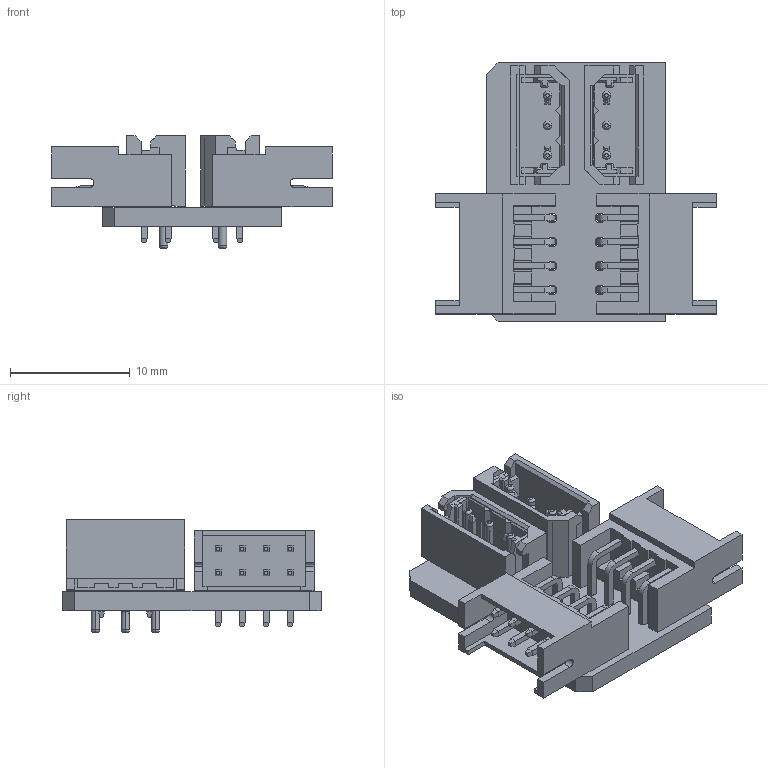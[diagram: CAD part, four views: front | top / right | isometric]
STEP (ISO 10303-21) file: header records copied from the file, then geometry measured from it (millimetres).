
FILE_DESCRIPTION(('KiCad electronic assembly'),'2;1');
FILE_NAME('cable_extension.step','2021-06-08T10:43:10',('An Author'),( 'A Company'),'Open CASCADE STEP processor 7.5', 'KiCad to STEP converter','Unknown');
FILE_SCHEMA(('AUTOMOTIVE_DESIGN { 1 0 10303 214 1 1 1 1 }'));
Length unit declared in the file: millimetre
Products named in the file (20): Open CASCADE STEP translator 7.5 1; 022035035; COMPOUND; 532530370; DF11-8DP-2DS; SOLID
Assembly tree (22 placements, depth 3):
  Open CASCADE STEP translator 7.5 1
    022035035  x2
      COMPOUND
    532530370  x2
      COMPOUND
    DF11-8DP-2DS  x2
      SOLID
      SOLID
      SOLID
      SOLID
      SOLID
      SOLID
      SOLID
      SOLID
      SOLID
      SOLID
      SOLID
      SOLID
      SOLID
    COMPOUND
Bounding box: 23.4 x 21.55 x 9.4 mm (x, y, z)
Volume: 1310.2 mm3; surface area: 3362.3 mm2
Topology: 31 solids, 31 shells, 1088 faces, 2780 edges, 1812 vertices
Faces by surface type: plane 930, cylinder 134, bspline 24
Full cylindrical faces by diameter (mm): 0.8 x16, 0.9 x2
Entity records: 39501 total; most frequent: CARTESIAN_POINT 8074, DIRECTION 5481, LINE 3878, VECTOR 3878, ORIENTED_EDGE 2856, PCURVE 2856, DEFINITIONAL_REPRESENTATION 2856, EDGE_CURVE 1428
